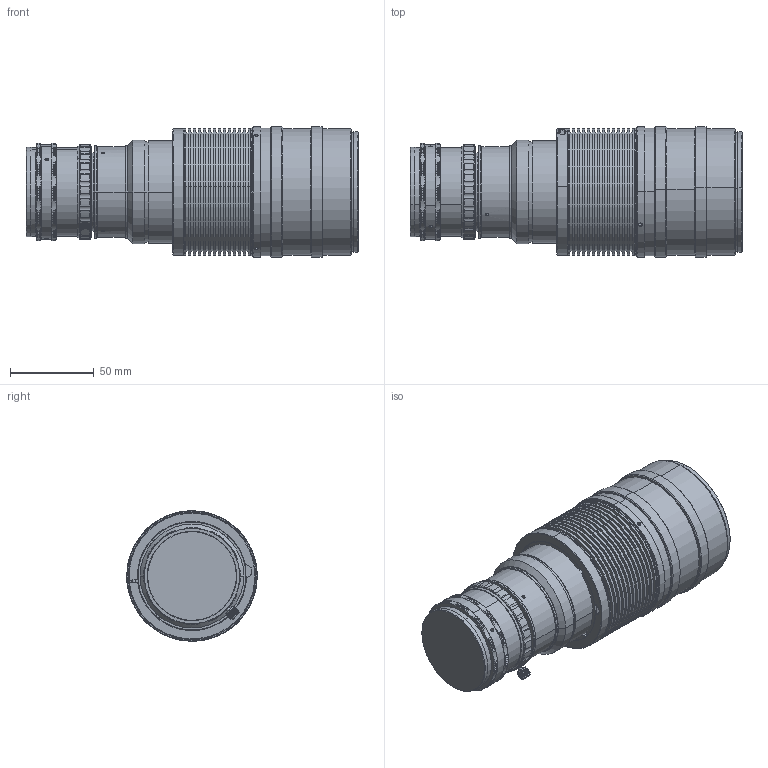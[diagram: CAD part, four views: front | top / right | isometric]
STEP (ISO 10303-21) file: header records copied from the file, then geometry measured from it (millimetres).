
FILE_DESCRIPTION (( 'STEP AP203' ), '1' );
FILE_NAME ('16K5 -0.55x -M72 .STEP', '2025-01-06T07:18:53', ( '' ), ( '' ), 'SwSTEP 2.0', 'SolidWorks 2018', '' );
FILE_SCHEMA (( 'CONFIG_CONTROL_DESIGN' ));
Length unit declared in the file: millimetre
Products named in the file (14): 0.55x layout; V71 覃蝴諉諳-妗陑3D; 湮惕踡遠-妗陑3D; M72 24mm 延长圈; 綴噩芠-妗陑3D; 覦趼遠 0.55x-妗陑3D; 梓袧坶踡隊M2.5x7.5-妗陑3D; VתM72; 16K5 -0.55x -M72 ; 翋噩芠-妗陑3D; 8004 諉諳3D; M2.5x12_杯头杯头直径实测4.45-实心3D; 嫖擊覃誹遠-妗陑3D; E9噩え噩芠-妗陑3D
Assembly tree (13 placements, depth 3):
  0.55x layout
  16K5 -0.55x -M72 
    翋噩芠-妗陑3D
    嫖擊覃誹遠-妗陑3D
    覦趼遠 0.55x-妗陑3D
    綴噩芠-妗陑3D
    E9噩え噩芠-妗陑3D
    梓袧坶踡隊M2.5x7.5-妗陑3D
    8004 諉諳3D
      V71 覃蝴諉諳-妗陑3D
      湮惕踡遠-妗陑3D
      M2.5x12_杯头杯头直径实测4.45-实心3D
    VתM72
    M72 24mm 延长圈  x2
Bounding box: 198.32 x 78 x 78 mm (x, y, z)
Volume: 632819.4 mm3; surface area: 148327.4 mm2
Topology: 12 solids, 12 shells, 1885 faces, 4513 edges, 2731 vertices
Faces by surface type: plane 717, cylinder 615, cone 545, bspline 8
Entity records: 61277 total; most frequent: CARTESIAN_POINT 18503, ORIENTED_EDGE 8874, DIRECTION 8376, EDGE_CURVE 4437, AXIS2_PLACEMENT_3D 3480, VERTEX_POINT 2685, EDGE_LOOP 1944, ADVANCED_FACE 1848
